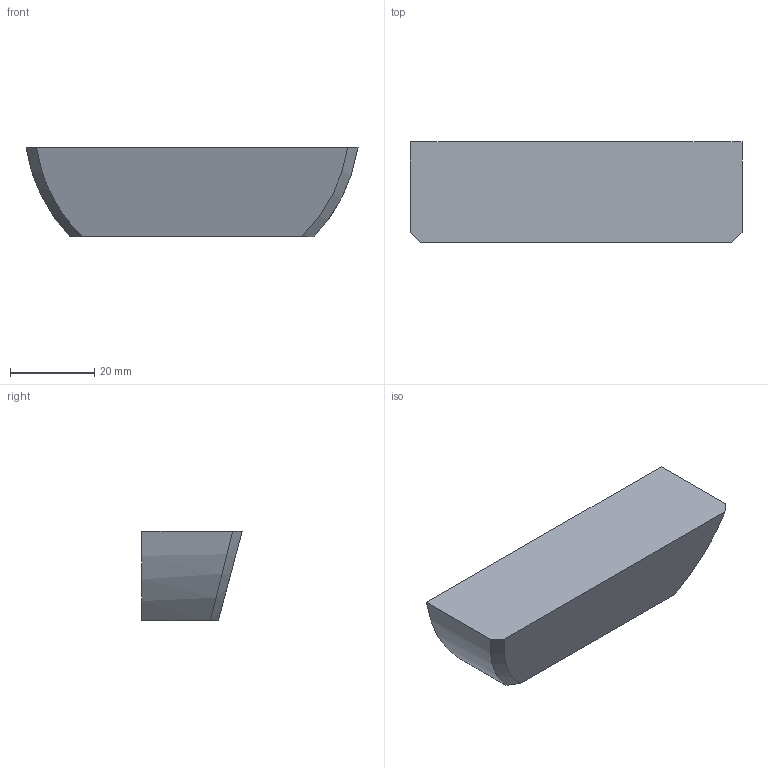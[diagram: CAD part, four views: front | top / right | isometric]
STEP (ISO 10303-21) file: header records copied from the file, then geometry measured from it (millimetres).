
FILE_DESCRIPTION (( 'STEP AP214' ), '1' );
FILE_NAME ('F00.WCB.136.003.STEP', '2019-04-08T10:20:46', ( '' ), ( '' ), 'SwSTEP 2.0', 'SolidWorks 2017', '' );
FILE_SCHEMA (( 'AUTOMOTIVE_DESIGN' ));
Length unit declared in the file: millimetre
Products named in the file (2): F00.WCB.136.003
Bounding box: 79.03 x 23.9 x 21.3 mm (x, y, z)
Volume: 32035 mm3; surface area: 6977.5 mm2
Topology: 1 solids, 1 shells, 12 faces, 30 edges, 20 vertices
Faces by surface type: plane 8, cylinder 2, bspline 2
Entity records: 516 total; most frequent: CARTESIAN_POINT 142, ORIENTED_EDGE 60, DIRECTION 48, EDGE_CURVE 30, LINE 20, VECTOR 20, VERTEX_POINT 20, AXIS2_PLACEMENT_3D 14
